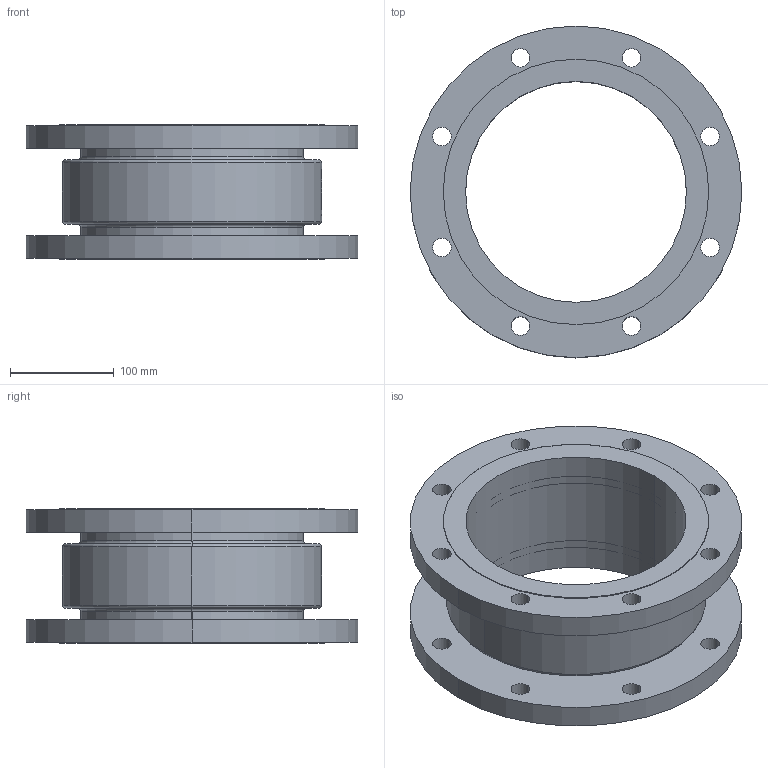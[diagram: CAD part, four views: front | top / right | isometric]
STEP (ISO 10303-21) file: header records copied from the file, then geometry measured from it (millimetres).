
FILE_DESCRIPTION (( 'STEP AP214' ), '1' );
FILE_NAME ('ALPHA-C_DN200_PN06_K-0009815.STEP', '2021-10-20T10:28:05', ( 'axxx' ), ( 'Hewlett-Packard Company' ), 'SwSTEP 2.0', 'SolidWorks 2019', '' );
FILE_SCHEMA (( 'AUTOMOTIVE_DESIGN' ));
Length unit declared in the file: millimetre
Products named in the file (1): ALPHA-C_DN200_PN06_K-0009815
Bounding box: 320 x 320 x 130 mm (x, y, z)
Volume: 2756716.6 mm3; surface area: 409160.3 mm2
Topology: 1 solids, 1 shells, 578 faces, 1549 edges, 1030 vertices
Faces by surface type: plane 265, bspline 221, cylinder 84, torus 8
Entity records: 30243 total; most frequent: CARTESIAN_POINT 17251, ORIENTED_EDGE 3098, DIRECTION 1929, EDGE_CURVE 1549, VERTEX_POINT 1030, VECTOR 819, LINE 819, EDGE_LOOP 669
